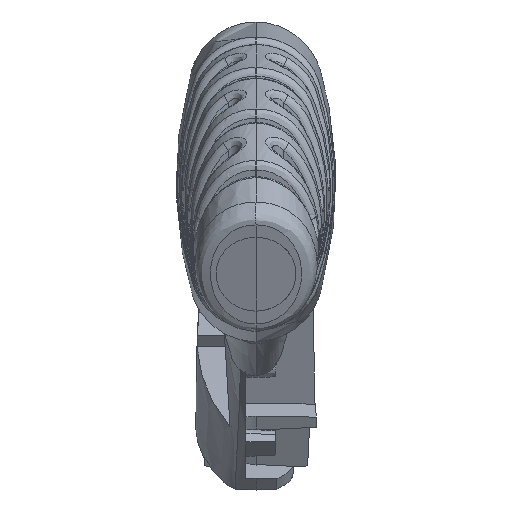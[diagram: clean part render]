
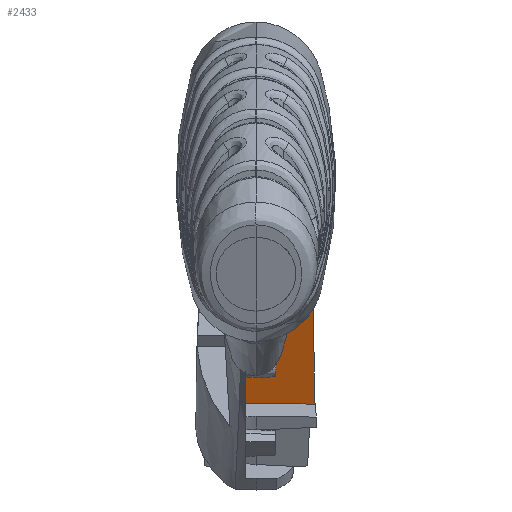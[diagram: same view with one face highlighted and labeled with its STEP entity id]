
A CAD part, top view. The second image highlights one B-rep face of the part: STEP entity #2433.
In plain terms, the highlighted planar face has unit normal (0.035, -0.431, 0.902).
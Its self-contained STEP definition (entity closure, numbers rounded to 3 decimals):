
#1109 = VERTEX_POINT ( 'NONE', #24369 ) ;
#1481 = EDGE_CURVE ( 'NONE', #13798, #25356, #11624, .T. ) ;
#1591 = CARTESIAN_POINT ( 'NONE',  ( -0.338, -5.328, -11.309 ) ) ;
#1951 = ORIENTED_EDGE ( 'NONE', *, *, #17073, .F. ) ;
#2433 = ADVANCED_FACE ( 'NONE', ( #28008 ), #11009, .T. ) ;
#2599 = EDGE_CURVE ( 'NONE', #1109, #13798, #7699, .T. ) ;
#2948 = VECTOR ( 'NONE', #25765, 1000. ) ;
#3271 = VERTEX_POINT ( 'NONE', #12107 ) ;
#3476 = ORIENTED_EDGE ( 'NONE', *, *, #11060, .F. ) ;
#3537 = LINE ( 'NONE', #15625, #16183 ) ;
#4314 = CARTESIAN_POINT ( 'NONE',  ( -0.318, 3.41, -7.133 ) ) ;
#4482 = VECTOR ( 'NONE', #6618, 1000. ) ;
#4573 = CARTESIAN_POINT ( 'NONE',  ( -0.159, 3.412, -7.138 ) ) ;
#6254 = EDGE_CURVE ( 'NONE', #25356, #3271, #9349, .T. ) ;
#6479 = EDGE_LOOP ( 'NONE', ( #19622, #15336, #3476, #28498, #1951, #22744, #12873, #15738 ) ) ;
#6618 = DIRECTION ( 'NONE',  ( 0., 0.902, 0.431 ) ) ;
#7699 = LINE ( 'NONE', #4314, #4482 ) ;
#7816 = AXIS2_PLACEMENT_3D ( 'NONE', #18022, #25093, #11306 ) ;
#9349 = LINE ( 'NONE', #4573, #20253 ) ;
#9605 = CARTESIAN_POINT ( 'NONE',  ( 1.822, -4.991, -11.232 ) ) ;
#10343 = VERTEX_POINT ( 'NONE', #28042 ) ;
#10404 = CARTESIAN_POINT ( 'NONE',  ( -0.159, -5.952, -11.615 ) ) ;
#10453 = CARTESIAN_POINT ( 'NONE',  ( -0.195, -6.912, -12.072 ) ) ;
#10699 = VERTEX_POINT ( 'NONE', #19734 ) ;
#11009 = PLANE ( 'NONE',  #7816 ) ;
#11060 = EDGE_CURVE ( 'NONE', #18283, #10343, #21948, .T. ) ;
#11104 = VECTOR ( 'NONE', #12694, 1000. ) ;
#11306 = DIRECTION ( 'NONE',  ( 0., -0.902, -0.431 ) ) ;
#11624 = LINE ( 'NONE', #12078, #2948 ) ;
#12078 = CARTESIAN_POINT ( 'NONE',  ( 0.361, -5.928, -11.623 ) ) ;
#12107 = CARTESIAN_POINT ( 'NONE',  ( -0.159, -5.331, -11.318 ) ) ;
#12209 = VECTOR ( 'NONE', #17760, 1000. ) ;
#12694 = DIRECTION ( 'NONE',  ( 0.999, 0.019, -0.03 ) ) ;
#12873 = ORIENTED_EDGE ( 'NONE', *, *, #1481, .F. ) ;
#12898 = CARTESIAN_POINT ( 'NONE',  ( 0.038, -4.052, -10.714 ) ) ;
#13798 = VERTEX_POINT ( 'NONE', #29355 ) ;
#14542 = VECTOR ( 'NONE', #15161, 1000. ) ;
#15161 = DIRECTION ( 'NONE',  ( 0.999, -0.013, -0.045 ) ) ;
#15336 = ORIENTED_EDGE ( 'NONE', *, *, #25259, .F. ) ;
#15625 = CARTESIAN_POINT ( 'NONE',  ( -0.318, 3.41, -7.133 ) ) ;
#15738 = ORIENTED_EDGE ( 'NONE', *, *, #2599, .F. ) ;
#15956 = DIRECTION ( 'NONE',  ( 0., 0.902, 0.431 ) ) ;
#16183 = VECTOR ( 'NONE', #22332, 1000. ) ;
#16707 = B_SPLINE_CURVE_WITH_KNOTS ( 'NONE', 3,
 ( #27952, #9605, #25961, #28150 ),
 .UNSPECIFIED., .F., .F.,
 ( 4, 4 ),
 ( 0., 0.003 ),
 .UNSPECIFIED. ) ;
#17073 = EDGE_CURVE ( 'NONE', #3271, #10699, #28760, .T. ) ;
#17760 = DIRECTION ( 'NONE',  ( -0.999, 0.016, 0.047 ) ) ;
#18022 = CARTESIAN_POINT ( 'NONE',  ( 0., 3.415, -7.143 ) ) ;
#18199 = LINE ( 'NONE', #10453, #14542 ) ;
#18283 = VERTEX_POINT ( 'NONE', #28280 ) ;
#19622 = ORIENTED_EDGE ( 'NONE', *, *, #28338, .T. ) ;
#19734 = CARTESIAN_POINT ( 'NONE',  ( -0.318, -5.328, -11.31 ) ) ;
#20253 = VECTOR ( 'NONE', #15956, 1000. ) ;
#21948 = LINE ( 'NONE', #12898, #11104 ) ;
#22332 = DIRECTION ( 'NONE',  ( 0., 0.902, 0.431 ) ) ;
#22397 = CARTESIAN_POINT ( 'NONE',  ( 1.847, -6.937, -12.164 ) ) ;
#22744 = ORIENTED_EDGE ( 'NONE', *, *, #6254, .F. ) ;
#24369 = CARTESIAN_POINT ( 'NONE',  ( -0.318, -6.91, -12.067 ) ) ;
#25093 = DIRECTION ( 'NONE',  ( 0.035, -0.431, 0.902 ) ) ;
#25259 = EDGE_CURVE ( 'NONE', #10343, #26892, #16707, .T. ) ;
#25356 = VERTEX_POINT ( 'NONE', #10404 ) ;
#25765 = DIRECTION ( 'NONE',  ( 0.999, 0.047, -0.016 ) ) ;
#25961 = CARTESIAN_POINT ( 'NONE',  ( 1.851, -5.964, -11.698 ) ) ;
#26334 = EDGE_CURVE ( 'NONE', #10699, #18283, #3537, .T. ) ;
#26892 = VERTEX_POINT ( 'NONE', #22397 ) ;
#27952 = CARTESIAN_POINT ( 'NONE',  ( 1.789, -4.018, -10.766 ) ) ;
#28008 = FACE_OUTER_BOUND ( 'NONE', #6479, .T. ) ;
#28042 = CARTESIAN_POINT ( 'NONE',  ( 1.789, -4.018, -10.766 ) ) ;
#28150 = CARTESIAN_POINT ( 'NONE',  ( 1.847, -6.937, -12.164 ) ) ;
#28280 = CARTESIAN_POINT ( 'NONE',  ( -0.318, -4.058, -10.703 ) ) ;
#28338 = EDGE_CURVE ( 'NONE', #1109, #26892, #18199, .T. ) ;
#28498 = ORIENTED_EDGE ( 'NONE', *, *, #26334, .F. ) ;
#28760 = LINE ( 'NONE', #1591, #12209 ) ;
#29355 = CARTESIAN_POINT ( 'NONE',  ( -0.318, -5.96, -11.612 ) ) ;
